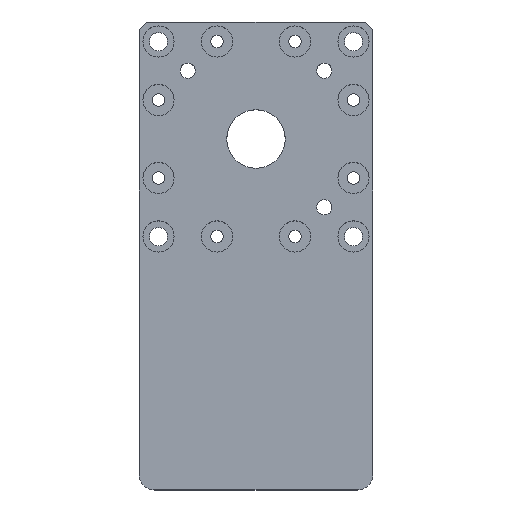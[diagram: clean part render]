
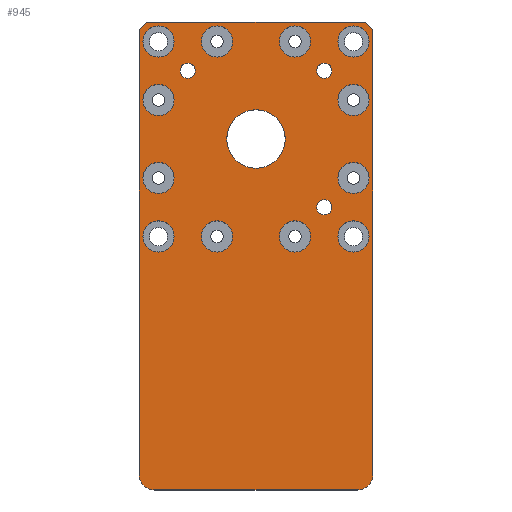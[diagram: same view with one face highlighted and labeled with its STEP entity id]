
A CAD part, top view. The second image highlights one B-rep face of the part: STEP entity #945.
In plain terms, the highlighted planar face has unit normal (0, 0, 1).
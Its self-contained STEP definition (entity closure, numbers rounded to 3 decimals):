
#39=LINE('',#1556,#100);
#46=LINE('',#1578,#107);
#47=LINE('',#1580,#108);
#48=LINE('',#1582,#109);
#49=LINE('',#1584,#110);
#50=LINE('',#1585,#111);
#100=VECTOR('',#1288,10.);
#107=VECTOR('',#1309,10.);
#108=VECTOR('',#1310,10.);
#109=VECTOR('',#1311,10.);
#110=VECTOR('',#1312,10.);
#111=VECTOR('',#1313,10.);
#180=FACE_BOUND('',#319,.T.);
#181=FACE_BOUND('',#320,.T.);
#182=FACE_BOUND('',#321,.T.);
#183=FACE_BOUND('',#322,.T.);
#184=FACE_BOUND('',#323,.T.);
#185=FACE_BOUND('',#324,.T.);
#186=FACE_BOUND('',#325,.T.);
#187=FACE_BOUND('',#326,.T.);
#188=FACE_BOUND('',#327,.T.);
#189=FACE_BOUND('',#328,.T.);
#190=FACE_BOUND('',#329,.T.);
#191=FACE_BOUND('',#330,.T.);
#192=FACE_BOUND('',#331,.T.);
#193=FACE_BOUND('',#332,.T.);
#194=FACE_BOUND('',#333,.T.);
#195=FACE_BOUND('',#334,.T.);
#250=FACE_OUTER_BOUND('',#318,.T.);
#318=EDGE_LOOP('',(#762,#763,#764,#765,#766,#767,#768,#769));
#319=EDGE_LOOP('',(#770));
#320=EDGE_LOOP('',(#771));
#321=EDGE_LOOP('',(#772));
#322=EDGE_LOOP('',(#773));
#323=EDGE_LOOP('',(#774));
#324=EDGE_LOOP('',(#775));
#325=EDGE_LOOP('',(#776));
#326=EDGE_LOOP('',(#777));
#327=EDGE_LOOP('',(#778));
#328=EDGE_LOOP('',(#779));
#329=EDGE_LOOP('',(#780));
#330=EDGE_LOOP('',(#781));
#331=EDGE_LOOP('',(#782));
#332=EDGE_LOOP('',(#783));
#333=EDGE_LOOP('',(#784));
#334=EDGE_LOOP('',(#785));
#372=CIRCLE('',#988,4.);
#375=CIRCLE('',#993,4.);
#378=CIRCLE('',#998,4.);
#382=CIRCLE('',#1005,4.);
#386=CIRCLE('',#1012,4.);
#390=CIRCLE('',#1019,4.);
#394=CIRCLE('',#1026,4.);
#398=CIRCLE('',#1033,4.);
#402=CIRCLE('',#1040,4.);
#406=CIRCLE('',#1047,4.);
#410=CIRCLE('',#1054,4.);
#413=CIRCLE('',#1059,4.);
#414=CIRCLE('',#1061,4.);
#417=CIRCLE('',#1067,4.);
#419=CIRCLE('',#1071,1.95);
#420=CIRCLE('',#1072,1.95);
#421=CIRCLE('',#1073,7.5);
#422=CIRCLE('',#1074,1.95);
#434=VERTEX_POINT('',#1408);
#437=VERTEX_POINT('',#1417);
#440=VERTEX_POINT('',#1426);
#444=VERTEX_POINT('',#1439);
#448=VERTEX_POINT('',#1452);
#452=VERTEX_POINT('',#1465);
#456=VERTEX_POINT('',#1478);
#460=VERTEX_POINT('',#1491);
#464=VERTEX_POINT('',#1504);
#468=VERTEX_POINT('',#1517);
#472=VERTEX_POINT('',#1530);
#475=VERTEX_POINT('',#1539);
#476=VERTEX_POINT('',#1543);
#477=VERTEX_POINT('',#1544);
#481=VERTEX_POINT('',#1554);
#487=VERTEX_POINT('',#1570);
#489=VERTEX_POINT('',#1577);
#490=VERTEX_POINT('',#1579);
#491=VERTEX_POINT('',#1581);
#492=VERTEX_POINT('',#1583);
#493=VERTEX_POINT('',#1586);
#494=VERTEX_POINT('',#1588);
#495=VERTEX_POINT('',#1590);
#496=VERTEX_POINT('',#1592);
#516=EDGE_CURVE('',#434,#434,#372,.T.);
#520=EDGE_CURVE('',#437,#437,#375,.T.);
#524=EDGE_CURVE('',#440,#440,#378,.T.);
#530=EDGE_CURVE('',#444,#444,#382,.T.);
#536=EDGE_CURVE('',#448,#448,#386,.T.);
#542=EDGE_CURVE('',#452,#452,#390,.T.);
#548=EDGE_CURVE('',#456,#456,#394,.T.);
#554=EDGE_CURVE('',#460,#460,#398,.T.);
#560=EDGE_CURVE('',#464,#464,#402,.T.);
#566=EDGE_CURVE('',#468,#468,#406,.T.);
#572=EDGE_CURVE('',#472,#472,#410,.T.);
#576=EDGE_CURVE('',#475,#475,#413,.T.);
#578=EDGE_CURVE('',#476,#477,#414,.T.);
#584=EDGE_CURVE('',#476,#481,#39,.T.);
#591=EDGE_CURVE('',#487,#481,#417,.T.);
#594=EDGE_CURVE('',#487,#489,#46,.T.);
#595=EDGE_CURVE('',#489,#490,#47,.T.);
#596=EDGE_CURVE('',#490,#491,#48,.T.);
#597=EDGE_CURVE('',#491,#492,#49,.T.);
#598=EDGE_CURVE('',#492,#477,#50,.T.);
#599=EDGE_CURVE('',#493,#493,#419,.T.);
#600=EDGE_CURVE('',#494,#494,#420,.T.);
#601=EDGE_CURVE('',#495,#495,#421,.T.);
#602=EDGE_CURVE('',#496,#496,#422,.T.);
#762=ORIENTED_EDGE('',*,*,#578,.F.);
#763=ORIENTED_EDGE('',*,*,#584,.T.);
#764=ORIENTED_EDGE('',*,*,#591,.F.);
#765=ORIENTED_EDGE('',*,*,#594,.T.);
#766=ORIENTED_EDGE('',*,*,#595,.T.);
#767=ORIENTED_EDGE('',*,*,#596,.T.);
#768=ORIENTED_EDGE('',*,*,#597,.T.);
#769=ORIENTED_EDGE('',*,*,#598,.T.);
#770=ORIENTED_EDGE('',*,*,#516,.T.);
#771=ORIENTED_EDGE('',*,*,#520,.T.);
#772=ORIENTED_EDGE('',*,*,#524,.T.);
#773=ORIENTED_EDGE('',*,*,#530,.T.);
#774=ORIENTED_EDGE('',*,*,#536,.T.);
#775=ORIENTED_EDGE('',*,*,#542,.T.);
#776=ORIENTED_EDGE('',*,*,#548,.T.);
#777=ORIENTED_EDGE('',*,*,#554,.T.);
#778=ORIENTED_EDGE('',*,*,#560,.T.);
#779=ORIENTED_EDGE('',*,*,#566,.T.);
#780=ORIENTED_EDGE('',*,*,#572,.T.);
#781=ORIENTED_EDGE('',*,*,#576,.T.);
#782=ORIENTED_EDGE('',*,*,#599,.T.);
#783=ORIENTED_EDGE('',*,*,#600,.T.);
#784=ORIENTED_EDGE('',*,*,#601,.T.);
#785=ORIENTED_EDGE('',*,*,#602,.T.);
#898=PLANE('',#1070);
#945=ADVANCED_FACE('',(#250,#180,#181,#182,#183,#184,#185,#186,#187,#188,
#189,#190,#191,#192,#193,#194,#195),#898,.T.);
#988=AXIS2_PLACEMENT_3D('',#1409,#1112,#1113);
#993=AXIS2_PLACEMENT_3D('',#1418,#1123,#1124);
#998=AXIS2_PLACEMENT_3D('',#1427,#1134,#1135);
#1005=AXIS2_PLACEMENT_3D('',#1440,#1150,#1151);
#1012=AXIS2_PLACEMENT_3D('',#1453,#1166,#1167);
#1019=AXIS2_PLACEMENT_3D('',#1466,#1182,#1183);
#1026=AXIS2_PLACEMENT_3D('',#1479,#1198,#1199);
#1033=AXIS2_PLACEMENT_3D('',#1492,#1214,#1215);
#1040=AXIS2_PLACEMENT_3D('',#1505,#1230,#1231);
#1047=AXIS2_PLACEMENT_3D('',#1518,#1246,#1247);
#1054=AXIS2_PLACEMENT_3D('',#1531,#1262,#1263);
#1059=AXIS2_PLACEMENT_3D('',#1540,#1273,#1274);
#1061=AXIS2_PLACEMENT_3D('',#1545,#1278,#1279);
#1067=AXIS2_PLACEMENT_3D('',#1571,#1300,#1301);
#1070=AXIS2_PLACEMENT_3D('',#1576,#1307,#1308);
#1071=AXIS2_PLACEMENT_3D('',#1587,#1314,#1315);
#1072=AXIS2_PLACEMENT_3D('',#1589,#1316,#1317);
#1073=AXIS2_PLACEMENT_3D('',#1591,#1318,#1319);
#1074=AXIS2_PLACEMENT_3D('',#1593,#1320,#1321);
#1112=DIRECTION('center_axis',(0.,0.,-1.));
#1113=DIRECTION('ref_axis',(1.,0.,0.));
#1123=DIRECTION('center_axis',(0.,0.,-1.));
#1124=DIRECTION('ref_axis',(1.,0.,0.));
#1134=DIRECTION('center_axis',(0.,0.,-1.));
#1135=DIRECTION('ref_axis',(1.,0.,0.));
#1150=DIRECTION('center_axis',(0.,0.,-1.));
#1151=DIRECTION('ref_axis',(1.,0.,0.));
#1166=DIRECTION('center_axis',(0.,0.,-1.));
#1167=DIRECTION('ref_axis',(1.,0.,0.));
#1182=DIRECTION('center_axis',(0.,0.,-1.));
#1183=DIRECTION('ref_axis',(1.,0.,0.));
#1198=DIRECTION('center_axis',(0.,0.,-1.));
#1199=DIRECTION('ref_axis',(1.,0.,0.));
#1214=DIRECTION('center_axis',(0.,0.,-1.));
#1215=DIRECTION('ref_axis',(1.,0.,0.));
#1230=DIRECTION('center_axis',(0.,0.,-1.));
#1231=DIRECTION('ref_axis',(1.,0.,0.));
#1246=DIRECTION('center_axis',(0.,0.,-1.));
#1247=DIRECTION('ref_axis',(1.,0.,0.));
#1262=DIRECTION('center_axis',(0.,0.,-1.));
#1263=DIRECTION('ref_axis',(1.,0.,0.));
#1273=DIRECTION('center_axis',(0.,0.,-1.));
#1274=DIRECTION('ref_axis',(1.,0.,0.));
#1278=DIRECTION('center_axis',(0.,0.,-1.));
#1279=DIRECTION('ref_axis',(-0.707,-0.707,0.));
#1288=DIRECTION('',(1.,0.,0.));
#1300=DIRECTION('center_axis',(0.,0.,-1.));
#1301=DIRECTION('ref_axis',(0.707,-0.707,0.));
#1307=DIRECTION('center_axis',(0.,0.,1.));
#1308=DIRECTION('ref_axis',(1.,0.,0.));
#1309=DIRECTION('',(0.,1.,0.));
#1310=DIRECTION('',(-0.707,0.707,0.));
#1311=DIRECTION('',(-1.,0.,0.));
#1312=DIRECTION('',(-0.707,-0.707,0.));
#1313=DIRECTION('',(0.,-1.,0.));
#1314=DIRECTION('center_axis',(0.,0.,-1.));
#1315=DIRECTION('ref_axis',(-1.,0.,0.));
#1316=DIRECTION('center_axis',(0.,0.,-1.));
#1317=DIRECTION('ref_axis',(-1.,0.,0.));
#1318=DIRECTION('center_axis',(0.,0.,-1.));
#1319=DIRECTION('ref_axis',(-1.,0.,0.));
#1320=DIRECTION('center_axis',(0.,0.,-1.));
#1321=DIRECTION('ref_axis',(-1.,0.,0.));
#1408=CARTESIAN_POINT('',(21.,-25.,15.));
#1409=CARTESIAN_POINT('Origin',(25.,-25.,15.));
#1417=CARTESIAN_POINT('',(-29.,25.,15.));
#1418=CARTESIAN_POINT('Origin',(-25.,25.,15.));
#1426=CARTESIAN_POINT('',(6.,-25.,15.));
#1427=CARTESIAN_POINT('Origin',(10.,-25.,15.));
#1439=CARTESIAN_POINT('',(21.,10.,15.));
#1440=CARTESIAN_POINT('Origin',(25.,10.,15.));
#1452=CARTESIAN_POINT('',(-14.,25.,15.));
#1453=CARTESIAN_POINT('Origin',(-10.,25.,15.));
#1465=CARTESIAN_POINT('',(-29.,-10.,15.));
#1466=CARTESIAN_POINT('Origin',(-25.,-10.,15.));
#1478=CARTESIAN_POINT('',(-29.,10.,15.));
#1479=CARTESIAN_POINT('Origin',(-25.,10.,15.));
#1491=CARTESIAN_POINT('',(6.,25.,15.));
#1492=CARTESIAN_POINT('Origin',(10.,25.,15.));
#1504=CARTESIAN_POINT('',(21.,-10.,15.));
#1505=CARTESIAN_POINT('Origin',(25.,-10.,15.));
#1517=CARTESIAN_POINT('',(-14.,-25.,15.));
#1518=CARTESIAN_POINT('Origin',(-10.,-25.,15.));
#1530=CARTESIAN_POINT('',(-29.,-25.,15.));
#1531=CARTESIAN_POINT('Origin',(-25.,-25.,15.));
#1539=CARTESIAN_POINT('',(21.,25.,15.));
#1540=CARTESIAN_POINT('Origin',(25.,25.,15.));
#1543=CARTESIAN_POINT('',(-26.,-90.,15.));
#1544=CARTESIAN_POINT('',(-30.,-86.,15.));
#1545=CARTESIAN_POINT('Origin',(-26.,-86.,15.));
#1554=CARTESIAN_POINT('',(26.,-90.,15.));
#1556=CARTESIAN_POINT('',(-30.,-90.,15.));
#1570=CARTESIAN_POINT('',(30.,-86.,15.));
#1571=CARTESIAN_POINT('Origin',(26.,-86.,15.));
#1576=CARTESIAN_POINT('Origin',(0.,-30.,15.));
#1577=CARTESIAN_POINT('',(30.,28.,15.));
#1578=CARTESIAN_POINT('',(30.,-90.,15.));
#1579=CARTESIAN_POINT('',(28.,30.,15.));
#1580=CARTESIAN_POINT('',(30.,28.,15.));
#1581=CARTESIAN_POINT('',(-28.,30.,15.));
#1582=CARTESIAN_POINT('',(28.,30.,15.));
#1583=CARTESIAN_POINT('',(-30.,28.,15.));
#1584=CARTESIAN_POINT('',(-28.,30.,15.));
#1585=CARTESIAN_POINT('',(-30.,28.,15.));
#1586=CARTESIAN_POINT('',(19.45,-17.5,15.));
#1587=CARTESIAN_POINT('Origin',(17.5,-17.5,15.));
#1588=CARTESIAN_POINT('',(-15.55,17.5,15.));
#1589=CARTESIAN_POINT('Origin',(-17.5,17.5,15.));
#1590=CARTESIAN_POINT('',(7.5,0.,15.));
#1591=CARTESIAN_POINT('Origin',(0.,0.,
15.));
#1592=CARTESIAN_POINT('',(19.45,17.5,15.));
#1593=CARTESIAN_POINT('Origin',(17.5,17.5,15.));
